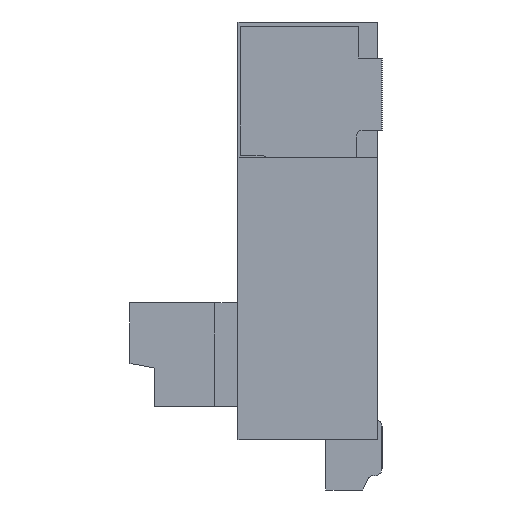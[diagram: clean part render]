
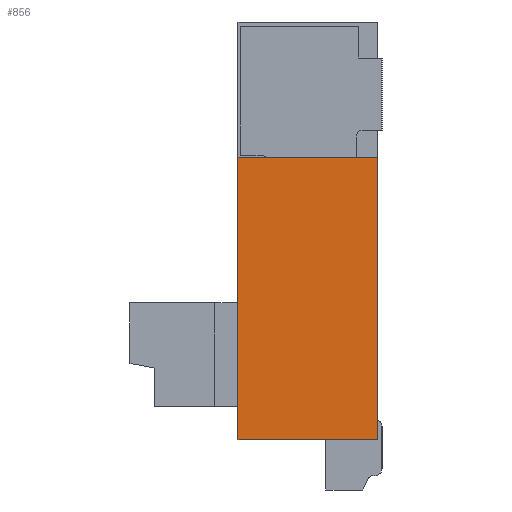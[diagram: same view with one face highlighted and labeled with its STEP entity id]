
A CAD part, left-side view. The second image highlights one B-rep face of the part: STEP entity #856.
In plain terms, the highlighted planar face has unit normal (-1, 0, 0).
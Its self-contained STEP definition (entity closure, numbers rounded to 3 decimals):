
#856 = ADVANCED_FACE( '', ( #2024 ), #2025, .F. );
#2024 = FACE_OUTER_BOUND( '', #4287, .T. );
#2025 = PLANE( '', #4288 );
#4287 = EDGE_LOOP( '', ( #7367, #7368, #7369, #7370 ) );
#4288 = AXIS2_PLACEMENT_3D( '', #7371, #7372, #7373 );
#7367 = ORIENTED_EDGE( '', *, *, #16521, .T. );
#7368 = ORIENTED_EDGE( '', *, *, #16622, .F. );
#7369 = ORIENTED_EDGE( '', *, *, #16623, .F. );
#7370 = ORIENTED_EDGE( '', *, *, #16045, .T. );
#7371 = CARTESIAN_POINT( '', ( -11., 0.97, 0. ) );
#7372 = DIRECTION( '', ( 1., 0., 0. ) );
#7373 = DIRECTION( '', ( 0., 0., -1. ) );
#16045 = EDGE_CURVE( '', #19306, #19304, #19307, .T. );
#16521 = EDGE_CURVE( '', #19304, #20251, #20253, .T. );
#16622 = EDGE_CURVE( '', #20368, #20251, #20370, .T. );
#16623 = EDGE_CURVE( '', #19306, #20368, #20371, .T. );
#19304 = VERTEX_POINT( '', #24601 );
#19306 = VERTEX_POINT( '', #24604 );
#19307 = LINE( '', #24605, #24606 );
#20251 = VERTEX_POINT( '', #26024 );
#20253 = LINE( '', #26027, #26028 );
#20368 = VERTEX_POINT( '', #26242 );
#20370 = LINE( '', #26245, #26246 );
#20371 = LINE( '', #26247, #26248 );
#24601 = CARTESIAN_POINT( '', ( -11., 0., 0. ) );
#24604 = CARTESIAN_POINT( '', ( -11., 0.97, 0. ) );
#24605 = CARTESIAN_POINT( '', ( -11., 0.97, 0. ) );
#24606 = VECTOR( '', #32945, 1000. );
#26024 = CARTESIAN_POINT( '', ( -11., 0., 1.96 ) );
#26027 = CARTESIAN_POINT( '', ( -11., 0., 0. ) );
#26028 = VECTOR( '', #33421, 1000. );
#26242 = CARTESIAN_POINT( '', ( -11., 0.97, 1.96 ) );
#26245 = CARTESIAN_POINT( '', ( -11., 0.97, 1.96 ) );
#26246 = VECTOR( '', #33522, 1000. );
#26247 = CARTESIAN_POINT( '', ( -11., 0.97, 0. ) );
#26248 = VECTOR( '', #33523, 1000. );
#32945 = DIRECTION( '', ( 0., -1., 0. ) );
#33421 = DIRECTION( '', ( 0., 0., 1. ) );
#33522 = DIRECTION( '', ( 0., -1., 0. ) );
#33523 = DIRECTION( '', ( 0., 0., 1. ) );
